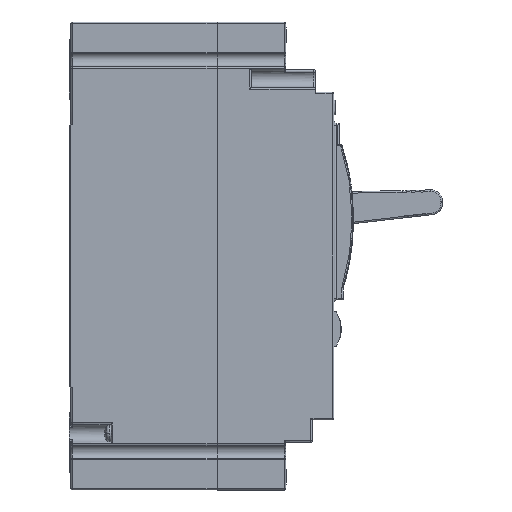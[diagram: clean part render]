
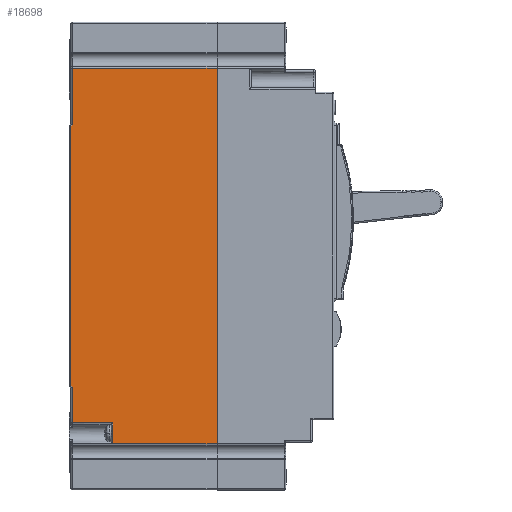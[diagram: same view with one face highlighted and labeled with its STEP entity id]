
A CAD part, front view. The second image highlights one B-rep face of the part: STEP entity #18698.
In plain terms, the highlighted planar face has unit normal (0, -1, 0).
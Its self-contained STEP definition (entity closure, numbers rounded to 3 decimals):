
#371=DIRECTION('',(0.,0.,1.));
#372=VECTOR('',#371,126.084);
#373=CARTESIAN_POINT('',(22.75,15.,-154.042));
#374=LINE('',#373,#372);
#3620=DIRECTION('',(0.,0.,-1.));
#3621=VECTOR('',#3620,0.042);
#3622=CARTESIAN_POINT('',(-25.75,15.,-154.));
#3623=LINE('',#3622,#3621);
#3643=DIRECTION('',(-1.,0.,0.));
#3644=VECTOR('',#3643,13.5);
#3645=CARTESIAN_POINT('',(-12.25,15.,-154.));
#3646=LINE('',#3645,#3644);
#3765=DIRECTION('',(1.,0.,0.));
#3766=VECTOR('',#3765,13.5);
#3767=CARTESIAN_POINT('',(-25.75,15.,-147.002));
#3768=LINE('',#3767,#3766);
#3769=CARTESIAN_POINT('',(-12.25,15.,-147.002));
#3782=DIRECTION('',(-0.707,0.,0.707));
#3783=VECTOR('',#3782,0.707);
#3784=CARTESIAN_POINT('',(-25.75,15.,-135.093));
#3785=LINE('',#3784,#3783);
#3786=DIRECTION('',(0.707,0.,0.707));
#3787=VECTOR('',#3786,0.707);
#3788=CARTESIAN_POINT('',(-26.25,15.,-47.407));
#3789=LINE('',#3788,#3787);
#3794=DIRECTION('',(0.,0.,-1.));
#3795=VECTOR('',#3794,18.949);
#3796=CARTESIAN_POINT('',(-25.75,15.,-27.958));
#3797=LINE('',#3796,#3795);
#4823=DIRECTION('',(0.,0.,-1.));
#4824=VECTOR('',#4823,87.186);
#4825=CARTESIAN_POINT('',(-26.25,15.,-47.407));
#4826=LINE('',#4825,#4824);
#4971=DIRECTION('',(0.,0.,-1.));
#4972=VECTOR('',#4971,11.909);
#4973=CARTESIAN_POINT('',(-25.75,15.,-135.093));
#4974=LINE('',#4973,#4972);
#5449=DIRECTION('',(1.,0.,0.));
#5450=VECTOR('',#5449,48.5);
#5451=CARTESIAN_POINT('',(-25.75,15.,-154.042));
#5452=LINE('',#5451,#5450);
#5639=DIRECTION('',(-1.,0.,0.));
#5640=VECTOR('',#5639,48.5);
#5641=CARTESIAN_POINT('',(22.75,15.,-27.958));
#5642=LINE('',#5641,#5640);
#8137=DIRECTION('',(0.,0.,-1.));
#8138=VECTOR('',#8137,6.998);
#8139=CARTESIAN_POINT('',(-12.25,15.,-147.002));
#8140=LINE('',#8139,#8138);
#8141=CARTESIAN_POINT('',(-12.25,15.,-154.));
#11665=CARTESIAN_POINT('',(22.75,15.,-154.042));
#11666=VERTEX_POINT('',#11665);
#11667=CARTESIAN_POINT('',(22.75,15.,-27.958));
#11668=VERTEX_POINT('',#11667);
#11810=CARTESIAN_POINT('',(-25.75,15.,-154.));
#11811=VERTEX_POINT('',#11810);
#11812=VERTEX_POINT('',#8141);
#11813=VERTEX_POINT('',#3769);
#11814=CARTESIAN_POINT('',(-25.75,15.,-147.002));
#11815=VERTEX_POINT('',#11814);
#11818=CARTESIAN_POINT('',(-25.75,15.,-27.958));
#11819=CARTESIAN_POINT('',(-25.75,15.,-46.907));
#11820=VERTEX_POINT('',#11818);
#11821=VERTEX_POINT('',#11819);
#11822=CARTESIAN_POINT('',(-25.75,15.,-154.042));
#11823=VERTEX_POINT('',#11822);
#11824=CARTESIAN_POINT('',(-25.75,15.,-135.093));
#11825=VERTEX_POINT('',#11824);
#11826=CARTESIAN_POINT('',(-26.25,15.,-134.593));
#11827=VERTEX_POINT('',#11826);
#11828=CARTESIAN_POINT('',(-26.25,15.,-47.407));
#11829=VERTEX_POINT('',#11828);
#18671=CARTESIAN_POINT('',(-26.25,15.,-169.5));
#18672=DIRECTION('',(0.,-1.,0.));
#18673=DIRECTION('',(0.,0.,1.));
#18674=AXIS2_PLACEMENT_3D('',#18671,#18672,#18673);
#18675=PLANE('',#18674);
#18677=ORIENTED_EDGE('',*,*,#18676,.F.);
#18679=ORIENTED_EDGE('',*,*,#18678,.F.);
#18680=ORIENTED_EDGE('',*,*,#14387,.F.);
#18682=ORIENTED_EDGE('',*,*,#18681,.F.);
#18683=ORIENTED_EDGE('',*,*,#18456,.F.);
#18684=ORIENTED_EDGE('',*,*,#18486,.F.);
#18686=ORIENTED_EDGE('',*,*,#18685,.F.);
#18687=ORIENTED_EDGE('',*,*,#18661,.F.);
#18689=ORIENTED_EDGE('',*,*,#18688,.F.);
#18691=ORIENTED_EDGE('',*,*,#18690,.T.);
#18693=ORIENTED_EDGE('',*,*,#18692,.F.);
#18695=ORIENTED_EDGE('',*,*,#18694,.T.);
#18696=EDGE_LOOP('',(#18677,#18679,#18680,#18682,#18683,#18684,#18686,#18687,
#18689,#18691,#18693,#18695));
#18697=FACE_OUTER_BOUND('',#18696,.F.);
#18698=ADVANCED_FACE('',(#18697),#18675,.T.);
#14387=EDGE_CURVE('',#11666,#11668,#374,.T.);
#18456=EDGE_CURVE('',#11811,#11823,#3623,.T.);
#18486=EDGE_CURVE('',#11812,#11811,#3646,.T.);
#18661=EDGE_CURVE('',#11815,#11813,#3768,.T.);
#18676=EDGE_CURVE('',#11820,#11821,#3797,.T.);
#18678=EDGE_CURVE('',#11668,#11820,#5642,.T.);
#18681=EDGE_CURVE('',#11823,#11666,#5452,.T.);
#18685=EDGE_CURVE('',#11813,#11812,#8140,.T.);
#18688=EDGE_CURVE('',#11825,#11815,#4974,.T.);
#18690=EDGE_CURVE('',#11825,#11827,#3785,.T.);
#18692=EDGE_CURVE('',#11829,#11827,#4826,.T.);
#18694=EDGE_CURVE('',#11829,#11821,#3789,.T.);
